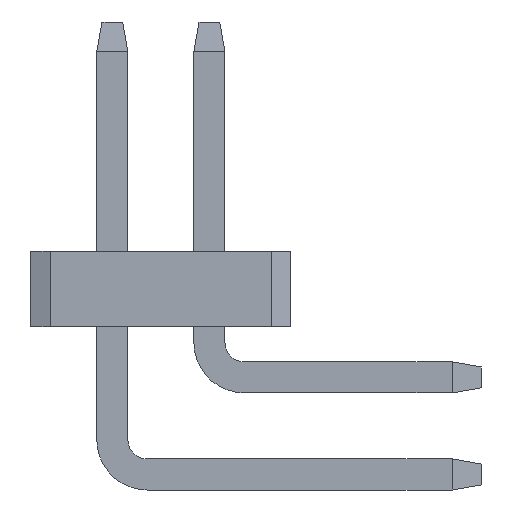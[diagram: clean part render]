
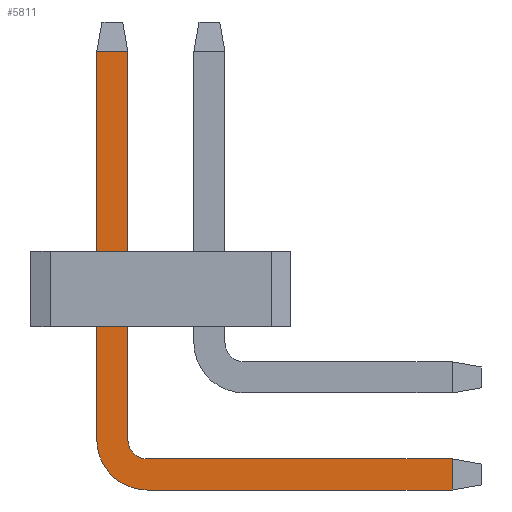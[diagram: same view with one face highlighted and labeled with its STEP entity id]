
A CAD part, left-side view. The second image highlights one B-rep face of the part: STEP entity #5811.
In plain terms, the highlighted planar face has unit normal (-1, 0, 0).
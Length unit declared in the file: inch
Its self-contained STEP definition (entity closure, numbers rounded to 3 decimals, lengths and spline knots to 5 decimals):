
#39 = EDGE_LOOP ( 'NONE', ( #4365, #7494, #6302, #8084, #2525, #5445, #3237, #8539 ) ) ;
#577 = CARTESIAN_POINT ( 'NONE',  ( -0.008, 0.1, -0.032 ) ) ;
#613 = CARTESIAN_POINT ( 'NONE',  ( -0.008, 0.084, 0.183 ) ) ;
#758 = CARTESIAN_POINT ( 'NONE',  ( -0.008, 0.084, 0.168 ) ) ;
#767 = CIRCLE ( 'NONE', #9358, 0.01 ) ;
#1084 = DIRECTION ( 'NONE',  ( 0., 0., 1. ) ) ;
#1226 = CARTESIAN_POINT ( 'NONE',  ( -0.008, -0.083, -0.042 ) ) ;
#1763 = DIRECTION ( 'NONE',  ( 0., 0., -1. ) ) ;
#1834 = VERTEX_POINT ( 'NONE', #2065 ) ;
#1903 = DIRECTION ( 'NONE',  ( 0., 1., 0. ) ) ;
#2065 = CARTESIAN_POINT ( 'NONE',  ( -0.008, 0.074, -0.042 ) ) ;
#2145 = LINE ( 'NONE', #577, #7967 ) ;
#2157 = EDGE_CURVE ( 'NONE', #1834, #6967, #7872, .T. ) ;
#2339 = EDGE_CURVE ( 'NONE', #2752, #6900, #3565, .T. ) ;
#2525 = ORIENTED_EDGE ( 'NONE', *, *, #6047, .F. ) ;
#2591 = CARTESIAN_POINT ( 'NONE',  ( -0.008, 0.074, -0.042 ) ) ;
#2752 = VERTEX_POINT ( 'NONE', #758 ) ;
#2761 = VECTOR ( 'NONE', #4914, 39.37008 ) ;
#2872 = DIRECTION ( 'NONE',  ( 0., 1., 0. ) ) ;
#3032 = PLANE ( 'NONE',  #6501 ) ;
#3237 = ORIENTED_EDGE ( 'NONE', *, *, #9191, .F. ) ;
#3365 = VECTOR ( 'NONE', #4011, 39.37008 ) ;
#3502 = CARTESIAN_POINT ( 'NONE',  ( -0.008, -0.083, -0.042 ) ) ;
#3565 = LINE ( 'NONE', #6550, #9309 ) ;
#3782 = LINE ( 'NONE', #4056, #4003 ) ;
#3887 = EDGE_CURVE ( 'NONE', #4128, #6967, #5221, .T. ) ;
#3908 = DIRECTION ( 'NONE',  ( 1., 0., 0. ) ) ;
#3957 = VERTEX_POINT ( 'NONE', #5818 ) ;
#3994 = VECTOR ( 'NONE', #4396, 39.37008 ) ;
#4003 = VECTOR ( 'NONE', #1903, 39.37008 ) ;
#4011 = DIRECTION ( 'NONE',  ( 0., -1., 0. ) ) ;
#4044 = AXIS2_PLACEMENT_3D ( 'NONE', #5524, #3908, #1763 ) ;
#4056 = CARTESIAN_POINT ( 'NONE',  ( -0.008, -0.098, -0.058 ) ) ;
#4128 = VERTEX_POINT ( 'NONE', #8606 ) ;
#4142 = EDGE_CURVE ( 'NONE', #4128, #6408, #3782, .T. ) ;
#4196 = DIRECTION ( 'NONE',  ( 0., 0., 1. ) ) ;
#4365 = ORIENTED_EDGE ( 'NONE', *, *, #4142, .F. ) ;
#4396 = DIRECTION ( 'NONE',  ( 0., 0., 1. ) ) ;
#4914 = DIRECTION ( 'NONE',  ( 0., 0., -1. ) ) ;
#5221 = LINE ( 'NONE', #3502, #3994 ) ;
#5445 = ORIENTED_EDGE ( 'NONE', *, *, #2339, .T. ) ;
#5524 = CARTESIAN_POINT ( 'NONE',  ( -0.008, 0.074, -0.032 ) ) ;
#5562 = CARTESIAN_POINT ( 'NONE',  ( -0.008, 0.1, -0.032 ) ) ;
#5811 = ADVANCED_FACE ( 'NONE', ( #8472 ), #3032, .T. ) ;
#5818 = CARTESIAN_POINT ( 'NONE',  ( -0.008, 0.084, -0.032 ) ) ;
#6047 = EDGE_CURVE ( 'NONE', #2752, #3957, #7951, .T. ) ;
#6302 = ORIENTED_EDGE ( 'NONE', *, *, #2157, .F. ) ;
#6408 = VERTEX_POINT ( 'NONE', #9172 ) ;
#6501 = AXIS2_PLACEMENT_3D ( 'NONE', #6804, #7184, #1084 ) ;
#6550 = CARTESIAN_POINT ( 'NONE',  ( -0.008, 0.1, 0.168 ) ) ;
#6593 = DIRECTION ( 'NONE',  ( 0., 0., 1. ) ) ;
#6804 = CARTESIAN_POINT ( 'NONE',  ( -0.008, 0.074, -0.032 ) ) ;
#6900 = VERTEX_POINT ( 'NONE', #9293 ) ;
#6967 = VERTEX_POINT ( 'NONE', #1226 ) ;
#7184 = DIRECTION ( 'NONE',  ( -1., 0., 0. ) ) ;
#7494 = ORIENTED_EDGE ( 'NONE', *, *, #3887, .T. ) ;
#7746 = EDGE_CURVE ( 'NONE', #6408, #9459, #7954, .T. ) ;
#7872 = LINE ( 'NONE', #2591, #3365 ) ;
#7951 = LINE ( 'NONE', #613, #2761 ) ;
#7954 = CIRCLE ( 'NONE', #4044, 0.026 ) ;
#7956 = EDGE_CURVE ( 'NONE', #3957, #1834, #767, .T. ) ;
#7967 = VECTOR ( 'NONE', #6593, 39.37008 ) ;
#8084 = ORIENTED_EDGE ( 'NONE', *, *, #7956, .F. ) ;
#8472 = FACE_OUTER_BOUND ( 'NONE', #39, .T. ) ;
#8539 = ORIENTED_EDGE ( 'NONE', *, *, #7746, .F. ) ;
#8606 = CARTESIAN_POINT ( 'NONE',  ( -0.008, -0.083, -0.058 ) ) ;
#8748 = CARTESIAN_POINT ( 'NONE',  ( -0.008, 0.074, -0.032 ) ) ;
#9172 = CARTESIAN_POINT ( 'NONE',  ( -0.008, 0.074, -0.058 ) ) ;
#9191 = EDGE_CURVE ( 'NONE', #9459, #6900, #2145, .T. ) ;
#9293 = CARTESIAN_POINT ( 'NONE',  ( -0.008, 0.1, 0.168 ) ) ;
#9309 = VECTOR ( 'NONE', #2872, 39.37008 ) ;
#9358 = AXIS2_PLACEMENT_3D ( 'NONE', #8748, #9478, #4196 ) ;
#9459 = VERTEX_POINT ( 'NONE', #5562 ) ;
#9478 = DIRECTION ( 'NONE',  ( -1., 0., 0. ) ) ;
